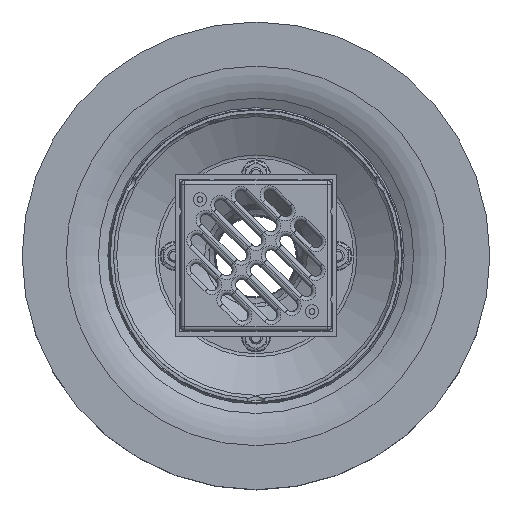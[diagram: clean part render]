
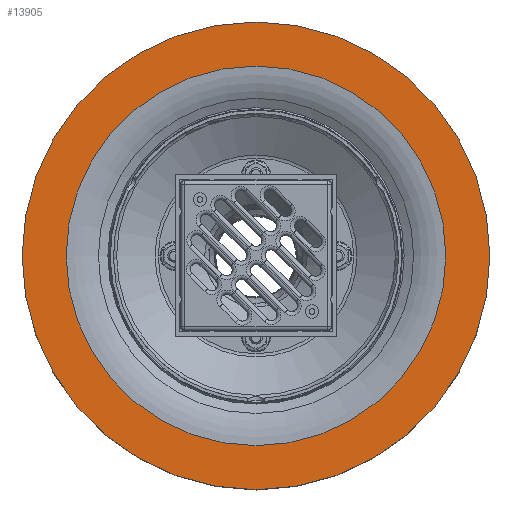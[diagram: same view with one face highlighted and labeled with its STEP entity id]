
A CAD part, top view. The second image highlights one B-rep face of the part: STEP entity #13905.
In plain terms, the highlighted planar face has unit normal (0, 0, 1).
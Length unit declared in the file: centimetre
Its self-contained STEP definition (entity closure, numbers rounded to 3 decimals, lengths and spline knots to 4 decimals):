
#160=FACE_BOUND('',#2907,.T.);
#818=PLANE('',#15695);
#1906=FACE_OUTER_BOUND('',#2906,.T.);
#2906=EDGE_LOOP('',(#12514));
#2907=EDGE_LOOP('',(#12515));
#5441=CIRCLE('',#15666,146.);
#5458=CIRCLE('',#15693,118.5);
#6671=VERTEX_POINT('',#25900);
#6685=VERTEX_POINT('',#25945);
#8622=EDGE_CURVE('',#6671,#6671,#5441,.T.);
#8642=EDGE_CURVE('',#6685,#6685,#5458,.T.);
#12514=ORIENTED_EDGE('',*,*,#8622,.F.);
#12515=ORIENTED_EDGE('',*,*,#8642,.T.);
#13905=ADVANCED_FACE('',(#1906,#160),#818,.T.);
#15666=AXIS2_PLACEMENT_3D('',#25902,#19952,#19953);
#15693=AXIS2_PLACEMENT_3D('',#25946,#20009,#20010);
#15695=AXIS2_PLACEMENT_3D('',#25948,#20013,#20014);
#19952=DIRECTION('center_axis',(0.,0.,-1.));
#19953=DIRECTION('ref_axis',(1.,0.,0.));
#20009=DIRECTION('center_axis',(0.,0.,-1.));
#20010=DIRECTION('ref_axis',(1.,0.,0.));
#20013=DIRECTION('center_axis',(0.,0.,1.));
#20014=DIRECTION('ref_axis',(0.,-1.,0.));
#25900=CARTESIAN_POINT('',(146.,0.,335.));
#25902=CARTESIAN_POINT('Origin',(0.,0.,335.));
#25945=CARTESIAN_POINT('',(0.,-118.5,335.));
#25946=CARTESIAN_POINT('Origin',(0.,0.,335.));
#25948=CARTESIAN_POINT('Origin',(-146.,0.,335.));
